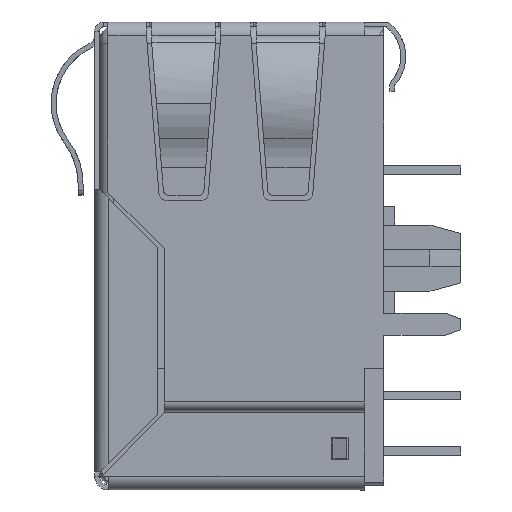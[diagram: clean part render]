
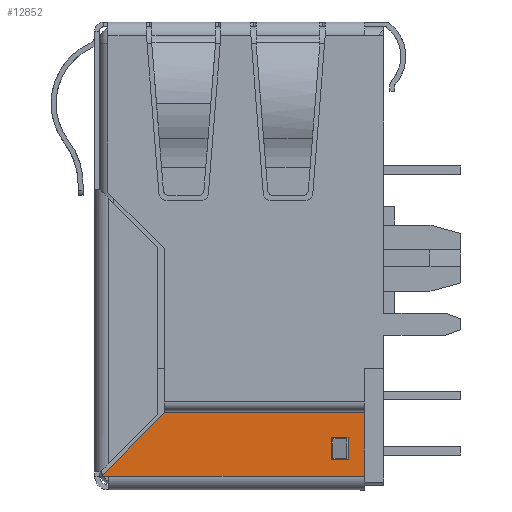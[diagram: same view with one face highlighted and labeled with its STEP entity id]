
A CAD part, left-side view. The second image highlights one B-rep face of the part: STEP entity #12852.
In plain terms, the highlighted planar face has unit normal (-1, 0, 0).
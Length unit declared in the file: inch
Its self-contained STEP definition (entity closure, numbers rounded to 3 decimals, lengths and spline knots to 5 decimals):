
#246 = EDGE_CURVE ( 'NONE', #14763, #18672, #5502, .T. ) ;
#369 = CARTESIAN_POINT ( 'NONE',  ( -0.3125, 0.08486, -0.36578 ) ) ;
#623 = CARTESIAN_POINT ( 'NONE',  ( -0.3125, 0.53343, -0.39578 ) ) ;
#870 = CARTESIAN_POINT ( 'NONE',  ( -0.3125, 0.08486, -0.32578 ) ) ;
#881 = PLANE ( 'NONE',  #7648 ) ;
#1154 = VERTEX_POINT ( 'NONE', #17427 ) ;
#1366 = ORIENTED_EDGE ( 'NONE', *, *, #1737, .T. ) ;
#1404 = CARTESIAN_POINT ( 'NONE',  ( -0.3125, 0.05486, 0. ) ) ;
#1722 = ORIENTED_EDGE ( 'NONE', *, *, #4484, .F. ) ;
#1737 = EDGE_CURVE ( 'NONE', #18672, #17465, #6419, .T. ) ;
#2265 = CARTESIAN_POINT ( 'NONE',  ( -0.3125, 0.11486, -0.36578 ) ) ;
#2290 = DIRECTION ( 'NONE',  ( 1., 0., 0. ) ) ;
#2350 = DIRECTION ( 'NONE',  ( 0., 0.707, -0.707 ) ) ;
#2502 = DIRECTION ( 'NONE',  ( 0., 0., -1. ) ) ;
#2646 = EDGE_CURVE ( 'NONE', #10626, #10121, #13868, .T. ) ;
#2897 = EDGE_CURVE ( 'NONE', #17466, #14763, #6360, .T. ) ;
#3821 = DIRECTION ( 'NONE',  ( 0., 0., 1. ) ) ;
#3869 = CARTESIAN_POINT ( 'NONE',  ( -0.3125, 0.11486, -0.32578 ) ) ;
#3919 = CARTESIAN_POINT ( 'NONE',  ( -0.3125, 0.05486, -0.28086 ) ) ;
#3991 = CARTESIAN_POINT ( 'NONE',  ( -0.3125, 0.11486, -0.36578 ) ) ;
#4484 = EDGE_CURVE ( 'NONE', #10121, #1154, #12968, .T. ) ;
#4956 = EDGE_LOOP ( 'NONE', ( #12398, #12982, #11815, #1722, #17439 ) ) ;
#5502 = LINE ( 'NONE', #2265, #11742 ) ;
#5927 = VECTOR ( 'NONE', #3821, 39.37008 ) ;
#5988 = VECTOR ( 'NONE', #5993, 39.37008 ) ;
#5993 = DIRECTION ( 'NONE',  ( 0., -1., 0. ) ) ;
#6360 = LINE ( 'NONE', #9725, #14373 ) ;
#6419 = LINE ( 'NONE', #18205, #5927 ) ;
#6468 = VECTOR ( 'NONE', #15620, 39.37008 ) ;
#6614 = LINE ( 'NONE', #15047, #8356 ) ;
#6755 = EDGE_CURVE ( 'NONE', #8791, #1154, #6614, .T. ) ;
#7076 = ORIENTED_EDGE ( 'NONE', *, *, #2897, .T. ) ;
#7444 = CARTESIAN_POINT ( 'NONE',  ( -0.3125, 0.11486, -0.32578 ) ) ;
#7542 = ORIENTED_EDGE ( 'NONE', *, *, #246, .T. ) ;
#7613 = FACE_BOUND ( 'NONE', #18806, .T. ) ;
#7648 = AXIS2_PLACEMENT_3D ( 'NONE', #14991, #2290, #2502 ) ;
#8095 = FACE_OUTER_BOUND ( 'NONE', #4956, .T. ) ;
#8356 = VECTOR ( 'NONE', #2350, 39.37008 ) ;
#8477 = LINE ( 'NONE', #16295, #13031 ) ;
#8791 = VERTEX_POINT ( 'NONE', #11436 ) ;
#9206 = CARTESIAN_POINT ( 'NONE',  ( -0.3125, 0.51978, -0.39578 ) ) ;
#9420 = VECTOR ( 'NONE', #15012, 39.37008 ) ;
#9725 = CARTESIAN_POINT ( 'NONE',  ( -0.3125, 0.08486, -0.32578 ) ) ;
#10121 = VERTEX_POINT ( 'NONE', #9206 ) ;
#10593 = ORIENTED_EDGE ( 'NONE', *, *, #10713, .T. ) ;
#10626 = VERTEX_POINT ( 'NONE', #18525 ) ;
#10713 = EDGE_CURVE ( 'NONE', #17465, #17466, #12234, .T. ) ;
#11336 = DIRECTION ( 'NONE',  ( 0., 0., -1. ) ) ;
#11436 = CARTESIAN_POINT ( 'NONE',  ( -0.3125, 0.4185, -0.28086 ) ) ;
#11742 = VECTOR ( 'NONE', #19785, 39.37008 ) ;
#11815 = ORIENTED_EDGE ( 'NONE', *, *, #6755, .T. ) ;
#12234 = LINE ( 'NONE', #7444, #5988 ) ;
#12398 = ORIENTED_EDGE ( 'NONE', *, *, #18135, .T. ) ;
#12852 = ADVANCED_FACE ( 'NONE', ( #8095, #7613 ), #881, .F. ) ;
#12859 = VECTOR ( 'NONE', #20375, 39.37008 ) ;
#12968 = LINE ( 'NONE', #623, #9420 ) ;
#12982 = ORIENTED_EDGE ( 'NONE', *, *, #16828, .F. ) ;
#13031 = VECTOR ( 'NONE', #18038, 39.37008 ) ;
#13868 = LINE ( 'NONE', #15279, #12859 ) ;
#14373 = VECTOR ( 'NONE', #11336, 39.37008 ) ;
#14763 = VERTEX_POINT ( 'NONE', #369 ) ;
#14991 = CARTESIAN_POINT ( 'NONE',  ( -0.3125, 0., 0. ) ) ;
#15012 = DIRECTION ( 'NONE',  ( 0., 1., 0. ) ) ;
#15047 = CARTESIAN_POINT ( 'NONE',  ( -0.3125, 0.51978, -0.38214 ) ) ;
#15279 = CARTESIAN_POINT ( 'NONE',  ( -0.3125, 0.51978, -0.39578 ) ) ;
#15620 = DIRECTION ( 'NONE',  ( 0., 0., 1. ) ) ;
#16295 = CARTESIAN_POINT ( 'NONE',  ( -0.3125, 0.05486, -0.28086 ) ) ;
#16828 = EDGE_CURVE ( 'NONE', #8791, #17936, #8477, .T. ) ;
#17427 = CARTESIAN_POINT ( 'NONE',  ( -0.3125, 0.53343, -0.39578 ) ) ;
#17439 = ORIENTED_EDGE ( 'NONE', *, *, #2646, .F. ) ;
#17465 = VERTEX_POINT ( 'NONE', #3869 ) ;
#17466 = VERTEX_POINT ( 'NONE', #870 ) ;
#17936 = VERTEX_POINT ( 'NONE', #3919 ) ;
#18038 = DIRECTION ( 'NONE',  ( 0., -1., 0. ) ) ;
#18135 = EDGE_CURVE ( 'NONE', #10626, #17936, #18504, .T. ) ;
#18205 = CARTESIAN_POINT ( 'NONE',  ( -0.3125, 0.11486, -0.32578 ) ) ;
#18504 = LINE ( 'NONE', #1404, #6468 ) ;
#18525 = CARTESIAN_POINT ( 'NONE',  ( -0.3125, 0.05486, -0.39578 ) ) ;
#18672 = VERTEX_POINT ( 'NONE', #3991 ) ;
#18806 = EDGE_LOOP ( 'NONE', ( #10593, #7076, #7542, #1366 ) ) ;
#19785 = DIRECTION ( 'NONE',  ( 0., 1., 0. ) ) ;
#20375 = DIRECTION ( 'NONE',  ( 0., 1., 0. ) ) ;
